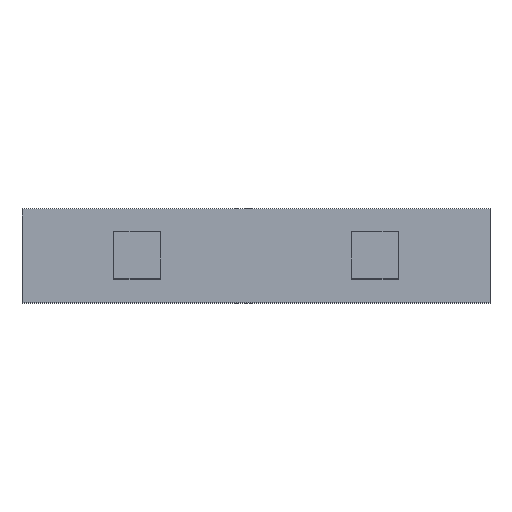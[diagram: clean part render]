
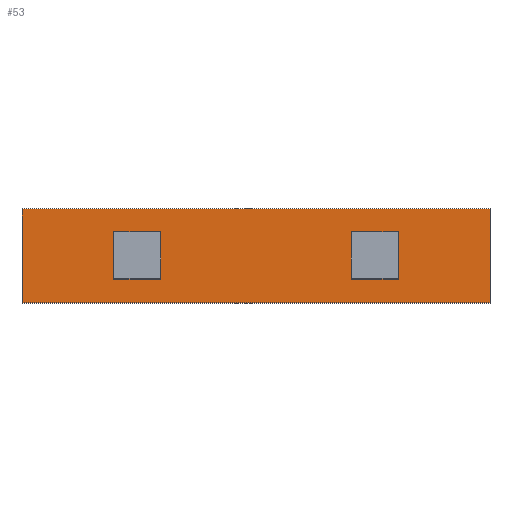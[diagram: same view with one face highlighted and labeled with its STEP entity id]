
A CAD part, top view. The second image highlights one B-rep face of the part: STEP entity #53.
In plain terms, the highlighted planar face has unit normal (0, 0, 1).
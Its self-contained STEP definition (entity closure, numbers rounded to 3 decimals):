
#53=ADVANCED_FACE('',(#79,#81,#83),#85,.T.);
#79=FACE_BOUND('',#80,.T.);
#80=EDGE_LOOP('',(#269,#270,#271,#272));
#81=FACE_BOUND('',#82,.T.);
#82=EDGE_LOOP('',(#273,#274,#275,#276));
#83=FACE_BOUND('',#84,.T.);
#84=EDGE_LOOP('',(#277,#278,#279,#280));
#85=PLANE('',#86);
#86=AXIS2_PLACEMENT_3D('',#87,#88,#89);
#87=CARTESIAN_POINT('',(-2.5,0.,1.5));
#88=DIRECTION('',(0.,0.,1.));
#89=DIRECTION('',(1.,0.,0.));
#269=ORIENTED_EDGE('',*,*,#389,.T.);
#270=ORIENTED_EDGE('',*,*,#390,.T.);
#271=ORIENTED_EDGE('',*,*,#391,.F.);
#272=ORIENTED_EDGE('',*,*,#392,.F.);
#273=ORIENTED_EDGE('',*,*,#393,.F.);
#274=ORIENTED_EDGE('',*,*,#394,.F.);
#275=ORIENTED_EDGE('',*,*,#395,.F.);
#276=ORIENTED_EDGE('',*,*,#396,.F.);
#277=ORIENTED_EDGE('',*,*,#397,.F.);
#278=ORIENTED_EDGE('',*,*,#398,.F.);
#279=ORIENTED_EDGE('',*,*,#399,.F.);
#280=ORIENTED_EDGE('',*,*,#400,.F.);
#389=EDGE_CURVE('',#449,#450,#451,.T.);
#390=EDGE_CURVE('',#450,#452,#453,.T.);
#391=EDGE_CURVE('',#454,#452,#455,.T.);
#392=EDGE_CURVE('',#449,#454,#456,.T.);
#393=EDGE_CURVE('',#457,#458,#459,.T.);
#394=EDGE_CURVE('',#460,#457,#461,.T.);
#395=EDGE_CURVE('',#462,#460,#463,.T.);
#396=EDGE_CURVE('',#458,#462,#464,.T.);
#397=EDGE_CURVE('',#465,#466,#467,.T.);
#398=EDGE_CURVE('',#468,#465,#469,.T.);
#399=EDGE_CURVE('',#470,#468,#471,.T.);
#400=EDGE_CURVE('',#466,#470,#472,.T.);
#449=VERTEX_POINT('',#549);
#450=VERTEX_POINT('',#550);
#451=LINE('',#551,#552);
#452=VERTEX_POINT('',#554);
#453=LINE('',#555,#556);
#454=VERTEX_POINT('',#558);
#455=LINE('',#559,#560);
#456=LINE('',#562,#563);
#457=VERTEX_POINT('',#565);
#458=VERTEX_POINT('',#566);
#459=LINE('',#567,#568);
#460=VERTEX_POINT('',#570);
#461=LINE('',#571,#572);
#462=VERTEX_POINT('',#574);
#463=LINE('',#575,#576);
#464=LINE('',#578,#579);
#465=VERTEX_POINT('',#581);
#466=VERTEX_POINT('',#582);
#467=LINE('',#583,#584);
#468=VERTEX_POINT('',#586);
#469=LINE('',#587,#588);
#470=VERTEX_POINT('',#590);
#471=LINE('',#591,#592);
#472=LINE('',#594,#595);
#549=CARTESIAN_POINT('',(-2.5,0.,1.5));
#550=CARTESIAN_POINT('',(2.5,0.,1.5));
#551=CARTESIAN_POINT('',(-2.5,0.,1.5));
#552=VECTOR('',#553,1.);
#553=DIRECTION('',(1.,0.,0.));
#554=CARTESIAN_POINT('',(2.5,1.,1.5));
#555=CARTESIAN_POINT('',(2.5,0.,1.5));
#556=VECTOR('',#557,1.);
#557=DIRECTION('',(0.,1.,0.));
#558=CARTESIAN_POINT('',(-2.5,1.,1.5));
#559=CARTESIAN_POINT('',(-2.5,1.,1.5));
#560=VECTOR('',#561,1.);
#561=DIRECTION('',(1.,0.,0.));
#562=CARTESIAN_POINT('',(-2.5,0.,1.5));
#563=VECTOR('',#564,1.);
#564=DIRECTION('',(0.,1.,0.));
#565=CARTESIAN_POINT('',(-1.52,0.25,1.5));
#566=CARTESIAN_POINT('',(-1.02,0.25,1.5));
#567=CARTESIAN_POINT('',(-1.52,0.25,1.5));
#568=VECTOR('',#569,1.);
#569=DIRECTION('',(1.,0.,0.));
#570=CARTESIAN_POINT('',(-1.52,0.75,1.5));
#571=CARTESIAN_POINT('',(-1.52,0.75,1.5));
#572=VECTOR('',#573,1.);
#573=DIRECTION('',(0.,-1.,0.));
#574=CARTESIAN_POINT('',(-1.02,0.75,1.5));
#575=CARTESIAN_POINT('',(-1.02,0.75,1.5));
#576=VECTOR('',#577,1.);
#577=DIRECTION('',(-1.,0.,0.));
#578=CARTESIAN_POINT('',(-1.02,0.25,1.5));
#579=VECTOR('',#580,1.);
#580=DIRECTION('',(0.,1.,0.));
#581=CARTESIAN_POINT('',(1.02,0.25,1.5));
#582=CARTESIAN_POINT('',(1.52,0.25,1.5));
#583=CARTESIAN_POINT('',(1.02,0.25,1.5));
#584=VECTOR('',#585,1.);
#585=DIRECTION('',(1.,0.,0.));
#586=CARTESIAN_POINT('',(1.02,0.75,1.5));
#587=CARTESIAN_POINT('',(1.02,0.75,1.5));
#588=VECTOR('',#589,1.);
#589=DIRECTION('',(0.,-1.,0.));
#590=CARTESIAN_POINT('',(1.52,0.75,1.5));
#591=CARTESIAN_POINT('',(1.52,0.75,1.5));
#592=VECTOR('',#593,1.);
#593=DIRECTION('',(-1.,0.,0.));
#594=CARTESIAN_POINT('',(1.52,0.25,1.5));
#595=VECTOR('',#596,1.);
#596=DIRECTION('',(0.,1.,0.));
